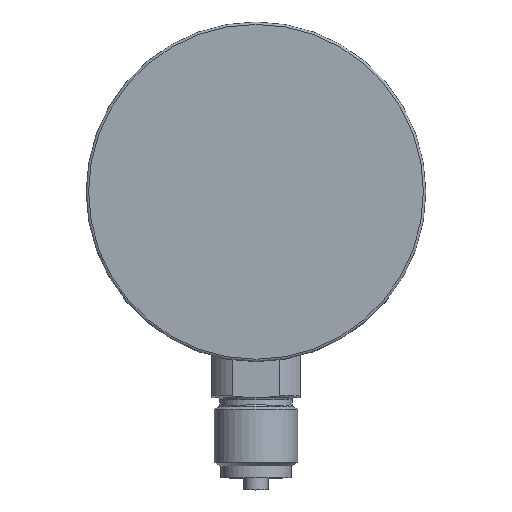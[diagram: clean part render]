
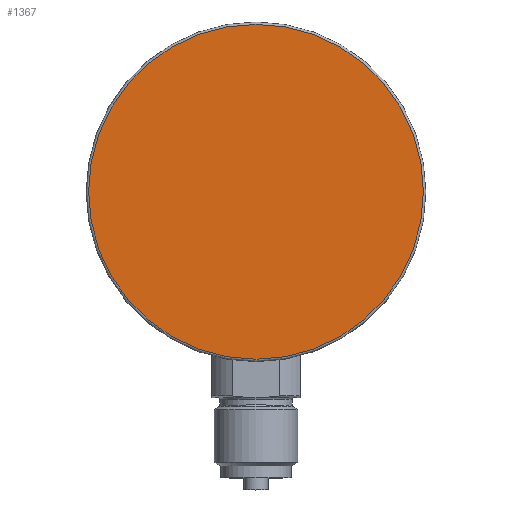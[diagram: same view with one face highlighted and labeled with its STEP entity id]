
A CAD part, top view. The second image highlights one B-rep face of the part: STEP entity #1367.
In plain terms, the highlighted planar face has unit normal (0, 0, 1).
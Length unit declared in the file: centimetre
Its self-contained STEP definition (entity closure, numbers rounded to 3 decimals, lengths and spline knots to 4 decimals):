
#248=FACE_OUTER_BOUND('',#351,.T.);
#351=EDGE_LOOP('',(#910));
#477=CIRCLE('',#1484,4.18);
#587=VERTEX_POINT('',#2237);
#712=EDGE_CURVE('',#587,#587,#477,.T.);
#910=ORIENTED_EDGE('',*,*,#712,.T.);
#1236=PLANE('',#1485);
#1367=ADVANCED_FACE('',(#248),#1236,.T.);
#1484=AXIS2_PLACEMENT_3D('',#2238,#1717,#1718);
#1485=AXIS2_PLACEMENT_3D('',#2239,#1719,#1720);
#1717=DIRECTION('center_axis',(0.,0.,1.));
#1718=DIRECTION('ref_axis',(1.,0.,0.));
#1719=DIRECTION('center_axis',(0.,0.,1.));
#1720=DIRECTION('ref_axis',(0.,-1.,0.));
#2237=CARTESIAN_POINT('',(-4.18,4.75,2.11));
#2238=CARTESIAN_POINT('Origin',(0.,4.75,2.11));
#2239=CARTESIAN_POINT('Origin',(-3.65,4.75,2.11));
